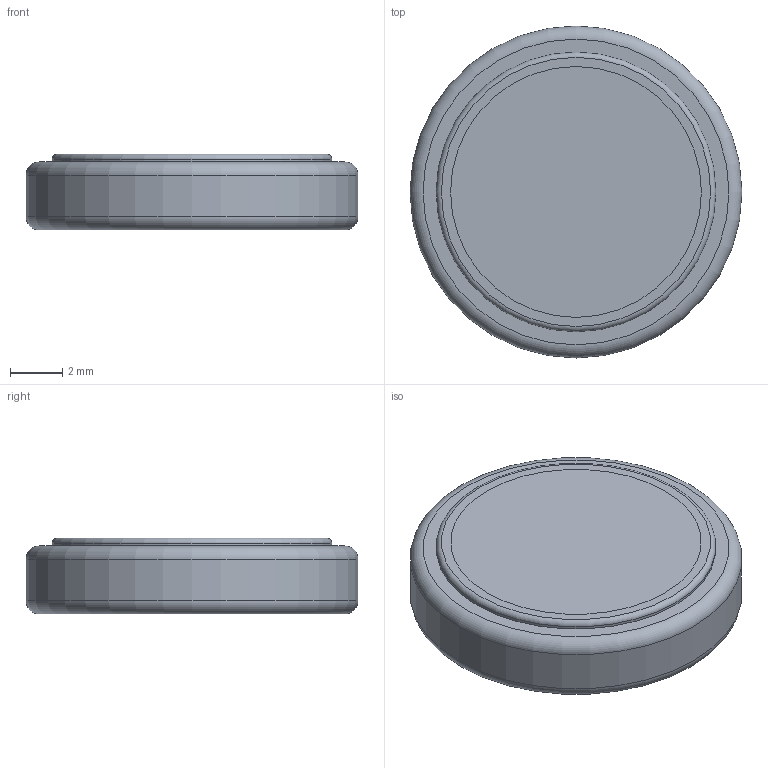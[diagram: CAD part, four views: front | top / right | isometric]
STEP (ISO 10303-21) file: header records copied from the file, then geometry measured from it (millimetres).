
FILE_DESCRIPTION(/* description */ ('','CAx-IF Rec.Pracs.---Representation and Presentation of Product Manufacturing Information (PMI)---4.0---2014-10-13'),/* implementation_level */ '2;1');
FILE_NAME(/* name */ 'CR1225_v0.step',/* time_stamp */ '2024-12-28T12:47:54-05:00',/* author */ (''),/* organization */ (''),/* preprocessor_version */ 'ST-DEVELOPER v20',/* originating_system */ 'Autodesk Translation Framework v13.20.0.188',/* authorisation */ '');
FILE_SCHEMA (('AP242_MANAGED_MODEL_BASED_3D_ENGINEERING_MIM_LF { 1 0 10303 442 1 1 4 }'));
Length unit declared in the file: millimetre
Products named in the file (3): CR1225; Coin; Coin2
Assembly tree (2 placements, depth 2):
  CR1225
    Coin
    Coin2
Bounding box: 12.7 x 12.7 x 2.9 mm (x, y, z)
Volume: 351.8 mm3; surface area: 521.8 mm2
Topology: 2 solids, 2 shells, 12 faces, 19 edges, 12 vertices
Faces by surface type: plane 5, cylinder 4, torus 3
Full cylindrical faces by diameter (mm): 9.6 x2, 10.7 x1, 12.7 x1
Entity records: 394 total; most frequent: DIRECTION 70, CARTESIAN_POINT 49, ORIENTED_EDGE 38, AXIS2_PLACEMENT_3D 33, EDGE_CURVE 19, EDGE_LOOP 15, CIRCLE 15, FACE_OUTER_BOUND 12
